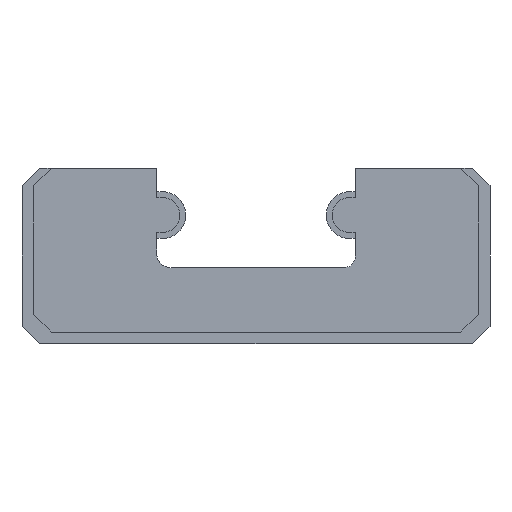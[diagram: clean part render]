
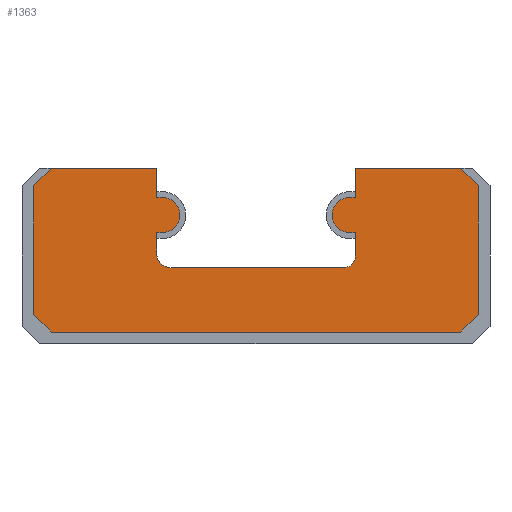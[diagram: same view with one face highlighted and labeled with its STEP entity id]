
A CAD part, left-side view. The second image highlights one B-rep face of the part: STEP entity #1363.
In plain terms, the highlighted planar face has unit normal (-1, 0, 0).
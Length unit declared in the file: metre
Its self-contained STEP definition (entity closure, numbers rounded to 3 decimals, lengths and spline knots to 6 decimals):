
#32=PLANE('',#1462);
#73=LINE('',#2167,#219);
#113=LINE('',#2248,#259);
#116=LINE('',#2254,#262);
#119=LINE('',#2260,#265);
#132=LINE('',#2288,#278);
#133=LINE('',#2290,#279);
#134=LINE('',#2291,#280);
#135=LINE('',#2293,#281);
#136=LINE('',#2295,#282);
#137=LINE('',#2297,#283);
#138=LINE('',#2298,#284);
#139=LINE('',#2299,#285);
#140=LINE('',#2300,#286);
#141=LINE('',#2302,#287);
#142=LINE('',#2304,#288);
#143=LINE('',#2306,#289);
#144=LINE('',#2310,#290);
#145=LINE('',#2312,#291);
#219=VECTOR('',#1580,1.);
#259=VECTOR('',#1636,1.);
#262=VECTOR('',#1641,1.);
#265=VECTOR('',#1646,1.);
#278=VECTOR('',#1673,1.);
#279=VECTOR('',#1674,1.);
#280=VECTOR('',#1675,1.);
#281=VECTOR('',#1676,1.);
#282=VECTOR('',#1677,1.);
#283=VECTOR('',#1678,1.);
#284=VECTOR('',#1679,1.);
#285=VECTOR('',#1680,1.);
#286=VECTOR('',#1681,1.);
#287=VECTOR('',#1682,1.);
#288=VECTOR('',#1683,1.);
#289=VECTOR('',#1684,1.);
#290=VECTOR('',#1687,1.);
#291=VECTOR('',#1688,1.);
#391=CIRCLE('',#1442,0.0003);
#394=CIRCLE('',#1463,0.00025);
#395=CIRCLE('',#1464,0.0003);
#396=CIRCLE('',#1465,0.0002);
#558=ORIENTED_EDGE('',*,*,#928,.T.);
#559=ORIENTED_EDGE('',*,*,#929,.F.);
#560=ORIENTED_EDGE('',*,*,#930,.T.);
#561=ORIENTED_EDGE('',*,*,#860,.T.);
#562=ORIENTED_EDGE('',*,*,#931,.T.);
#563=ORIENTED_EDGE('',*,*,#932,.F.);
#564=ORIENTED_EDGE('',*,*,#933,.T.);
#565=ORIENTED_EDGE('',*,*,#934,.T.);
#566=ORIENTED_EDGE('',*,*,#909,.F.);
#567=ORIENTED_EDGE('',*,*,#935,.T.);
#568=ORIENTED_EDGE('',*,*,#912,.F.);
#569=ORIENTED_EDGE('',*,*,#936,.T.);
#570=ORIENTED_EDGE('',*,*,#915,.F.);
#571=ORIENTED_EDGE('',*,*,#937,.T.);
#572=ORIENTED_EDGE('',*,*,#938,.T.);
#573=ORIENTED_EDGE('',*,*,#939,.F.);
#574=ORIENTED_EDGE('',*,*,#940,.T.);
#575=ORIENTED_EDGE('',*,*,#941,.T.);
#576=ORIENTED_EDGE('',*,*,#942,.T.);
#577=ORIENTED_EDGE('',*,*,#943,.F.);
#578=ORIENTED_EDGE('',*,*,#944,.T.);
#579=ORIENTED_EDGE('',*,*,#869,.T.);
#860=EDGE_CURVE('',#1057,#1056,#391,.T.);
#869=EDGE_CURVE('',#1063,#1065,#73,.T.);
#909=EDGE_CURVE('',#1098,#1099,#113,.T.);
#912=EDGE_CURVE('',#1100,#1101,#116,.T.);
#915=EDGE_CURVE('',#1102,#1103,#119,.T.);
#928=EDGE_CURVE('',#1065,#1110,#394,.T.);
#929=EDGE_CURVE('',#1111,#1110,#132,.T.);
#930=EDGE_CURVE('',#1111,#1057,#133,.T.);
#931=EDGE_CURVE('',#1056,#1112,#134,.T.);
#932=EDGE_CURVE('',#1113,#1112,#135,.T.);
#933=EDGE_CURVE('',#1113,#1114,#136,.T.);
#934=EDGE_CURVE('',#1114,#1099,#137,.T.);
#935=EDGE_CURVE('',#1098,#1101,#138,.T.);
#936=EDGE_CURVE('',#1100,#1103,#139,.T.);
#937=EDGE_CURVE('',#1102,#1115,#140,.T.);
#938=EDGE_CURVE('',#1115,#1116,#141,.T.);
#939=EDGE_CURVE('',#1117,#1116,#142,.T.);
#940=EDGE_CURVE('',#1117,#1118,#143,.T.);
#941=EDGE_CURVE('',#1118,#1119,#395,.T.);
#942=EDGE_CURVE('',#1119,#1120,#144,.T.);
#943=EDGE_CURVE('',#1121,#1120,#145,.T.);
#944=EDGE_CURVE('',#1121,#1063,#396,.T.);
#1056=VERTEX_POINT('',#2146);
#1057=VERTEX_POINT('',#2148);
#1063=VERTEX_POINT('',#2162);
#1065=VERTEX_POINT('',#2166);
#1098=VERTEX_POINT('',#2247);
#1099=VERTEX_POINT('',#2249);
#1100=VERTEX_POINT('',#2253);
#1101=VERTEX_POINT('',#2255);
#1102=VERTEX_POINT('',#2259);
#1103=VERTEX_POINT('',#2261);
#1110=VERTEX_POINT('',#2287);
#1111=VERTEX_POINT('',#2289);
#1112=VERTEX_POINT('',#2292);
#1113=VERTEX_POINT('',#2294);
#1114=VERTEX_POINT('',#2296);
#1115=VERTEX_POINT('',#2301);
#1116=VERTEX_POINT('',#2303);
#1117=VERTEX_POINT('',#2305);
#1118=VERTEX_POINT('',#2307);
#1119=VERTEX_POINT('',#2309);
#1120=VERTEX_POINT('',#2311);
#1121=VERTEX_POINT('',#2313);
#1207=EDGE_LOOP('',(#558,#559,#560,#561,#562,#563,#564,#565,#566,#567,#568,
#569,#570,#571,#572,#573,#574,#575,#576,#577,#578,#579));
#1283=FACE_BOUND('',#1207,.T.);
#1363=ADVANCED_FACE('',(#1283),#32,.F.);
#1442=AXIS2_PLACEMENT_3D('',#2147,#1564,#1565);
#1462=AXIS2_PLACEMENT_3D('',#2285,#1669,#1670);
#1463=AXIS2_PLACEMENT_3D('',#2286,#1671,#1672);
#1464=AXIS2_PLACEMENT_3D('',#2308,#1685,#1686);
#1465=AXIS2_PLACEMENT_3D('',#2314,#1689,#1690);
#1564=DIRECTION('',(-1.,0.,0.));
#1565=DIRECTION('',(0.,1.,0.));
#1580=DIRECTION('',(0.,1.,0.));
#1636=DIRECTION('',(0.,0.,1.));
#1641=DIRECTION('',(0.,1.,0.));
#1646=DIRECTION('',(0.,0.,-1.));
#1669=DIRECTION('',(1.,0.,0.));
#1670=DIRECTION('',(0.,1.,0.));
#1671=DIRECTION('',(1.,0.,0.));
#1672=DIRECTION('',(0.,-1.,0.));
#1673=DIRECTION('',(0.,0.,-1.));
#1674=DIRECTION('',(0.,-1.,0.));
#1675=DIRECTION('',(0.,1.,0.));
#1676=DIRECTION('',(0.,0.,-1.));
#1677=DIRECTION('',(0.,1.,0.));
#1678=DIRECTION('',(0.,0.707,-0.707));
#1679=DIRECTION('',(0.,-0.707,-0.707));
#1680=DIRECTION('',(0.,-0.707,0.707));
#1681=DIRECTION('',(0.,0.707,0.707));
#1682=DIRECTION('',(0.,1.,0.));
#1683=DIRECTION('',(0.,0.,1.));
#1684=DIRECTION('',(0.,1.,0.));
#1685=DIRECTION('',(-1.,0.,0.));
#1686=DIRECTION('',(0.,-1.,0.));
#1687=DIRECTION('',(0.,-1.,0.));
#1688=DIRECTION('',(0.,0.,1.));
#1689=DIRECTION('',(1.,0.,0.));
#1690=DIRECTION('',(0.,-1.,0.));
#2146=CARTESIAN_POINT('',(-0.0211,0.0016,0.0195));
#2147=CARTESIAN_POINT('',(-0.0211,0.0016,0.0192));
#2148=CARTESIAN_POINT('',(-0.0211,0.0016,0.0189));
#2162=CARTESIAN_POINT('',(-0.0211,-0.0015,0.0183));
#2166=CARTESIAN_POINT('',(-0.0211,0.00145,0.0183));
#2167=CARTESIAN_POINT('',(-0.0211,0.00145,0.0183));
#2247=CARTESIAN_POINT('',(-0.0211,0.0038,0.0175));
#2248=CARTESIAN_POINT('',(-0.0211,0.0038,0.0197));
#2249=CARTESIAN_POINT('',(-0.0211,0.0038,0.0197));
#2253=CARTESIAN_POINT('',(-0.0211,-0.0035,0.0172));
#2254=CARTESIAN_POINT('',(-0.0211,0.0035,0.0172));
#2255=CARTESIAN_POINT('',(-0.0211,0.0035,0.0172));
#2259=CARTESIAN_POINT('',(-0.0211,-0.0038,0.0197));
#2260=CARTESIAN_POINT('',(-0.0211,-0.0038,0.0175));
#2261=CARTESIAN_POINT('',(-0.0211,-0.0038,0.0175));
#2285=CARTESIAN_POINT('',(-0.0211,-0.0052,0.0185));
#2286=CARTESIAN_POINT('',(-0.0211,0.00145,0.01855));
#2287=CARTESIAN_POINT('',(-0.0211,0.0017,0.01855));
#2288=CARTESIAN_POINT('',(-0.0211,0.0017,0.02));
#2289=CARTESIAN_POINT('',(-0.0211,0.0017,0.0189));
#2290=CARTESIAN_POINT('',(-0.0211,-0.0052,0.0189));
#2291=CARTESIAN_POINT('',(-0.0211,-0.0052,0.0195));
#2292=CARTESIAN_POINT('',(-0.0211,0.0017,0.0195));
#2293=CARTESIAN_POINT('',(-0.0211,0.0017,0.02));
#2294=CARTESIAN_POINT('',(-0.0211,0.0017,0.02));
#2295=CARTESIAN_POINT('',(-0.0211,-0.0052,0.02));
#2296=CARTESIAN_POINT('',(-0.0211,0.0035,0.02));
#2297=CARTESIAN_POINT('',(-0.0211,-0.0001,0.0236));
#2298=CARTESIAN_POINT('',(-0.0211,-0.0002,0.0135));
#2299=CARTESIAN_POINT('',(-0.0211,-0.005,0.0187));
#2300=CARTESIAN_POINT('',(-0.0211,-0.0051,0.0184));
#2301=CARTESIAN_POINT('',(-0.0211,-0.0035,0.02));
#2302=CARTESIAN_POINT('',(-0.0211,-0.0052,0.02));
#2303=CARTESIAN_POINT('',(-0.0211,-0.0017,0.02));
#2304=CARTESIAN_POINT('',(-0.0211,-0.0017,0.0195));
#2305=CARTESIAN_POINT('',(-0.0211,-0.0017,0.0195));
#2306=CARTESIAN_POINT('',(-0.0211,-0.0052,0.0195));
#2307=CARTESIAN_POINT('',(-0.0211,-0.0016,0.0195));
#2308=CARTESIAN_POINT('',(-0.0211,-0.0016,0.0192));
#2309=CARTESIAN_POINT('',(-0.0211,-0.0016,0.0189));
#2310=CARTESIAN_POINT('',(-0.0211,-0.0052,0.0189));
#2311=CARTESIAN_POINT('',(-0.0211,-0.0017,0.0189));
#2312=CARTESIAN_POINT('',(-0.0211,-0.0017,0.0195));
#2313=CARTESIAN_POINT('',(-0.0211,-0.0017,0.0185));
#2314=CARTESIAN_POINT('',(-0.0211,-0.0015,0.0185));
